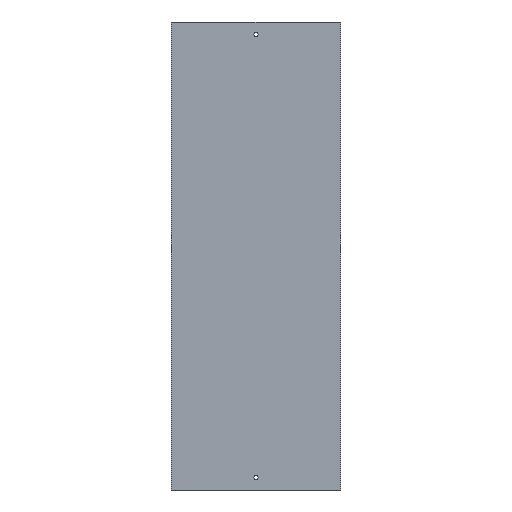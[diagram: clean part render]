
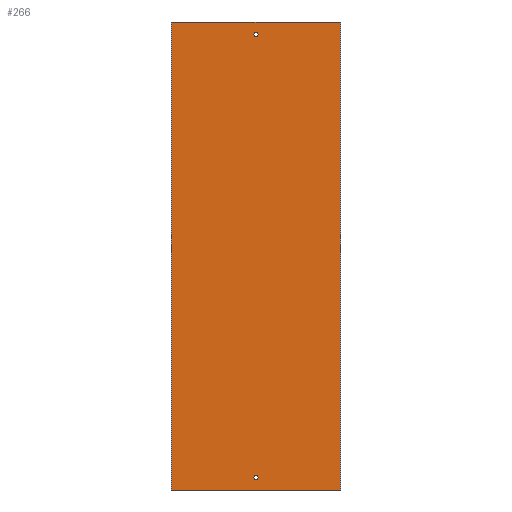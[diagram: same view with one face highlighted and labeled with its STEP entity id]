
A CAD part, front view. The second image highlights one B-rep face of the part: STEP entity #266.
In plain terms, the highlighted planar face has unit normal (0, -1, 0).
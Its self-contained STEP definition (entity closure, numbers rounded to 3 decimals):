
#24 = AXIS2_PLACEMENT_3D ( 'NONE', #385, #362, #431 ) ;
#35 = AXIS2_PLACEMENT_3D ( 'NONE', #337, #336, #335 ) ;
#36 = AXIS2_PLACEMENT_3D ( 'NONE', #340, #339, #338 ) ;
#39 = EDGE_CURVE ( 'NONE', #251, #236, #158, .T. ) ;
#41 = EDGE_CURVE ( 'NONE', #92, #92, #153, .T. ) ;
#42 = EDGE_CURVE ( 'NONE', #88, #88, #147, .T. ) ;
#43 = EDGE_CURVE ( 'NONE', #236, #239, #149, .T. ) ;
#44 = EDGE_CURVE ( 'NONE', #251, #246, #148, .T. ) ;
#64 = EDGE_CURVE ( 'NONE', #246, #239, #110, .T. ) ;
#88 = VERTEX_POINT ( 'NONE', #415 ) ;
#92 = VERTEX_POINT ( 'NONE', #412 ) ;
#94 = FACE_BOUND ( 'NONE', #166, .T. ) ;
#96 = FACE_OUTER_BOUND ( 'NONE', #171, .T. ) ;
#97 = FACE_BOUND ( 'NONE', #163, .T. ) ;
#108 = VECTOR ( 'NONE', #296, 1000. ) ;
#110 = LINE ( 'NONE', #304, #108 ) ;
#145 = VECTOR ( 'NONE', #334, 1000. ) ;
#146 = VECTOR ( 'NONE', #332, 1000. ) ;
#147 = CIRCLE ( 'NONE', #35, 2.5 ) ;
#148 = LINE ( 'NONE', #342, #146 ) ;
#149 = LINE ( 'NONE', #343, #145 ) ;
#152 = VECTOR ( 'NONE', #345, 1000. ) ;
#153 = CIRCLE ( 'NONE', #36, 2.5 ) ;
#158 = LINE ( 'NONE', #320, #152 ) ;
#163 = EDGE_LOOP ( 'NONE', ( #213 ) ) ;
#166 = EDGE_LOOP ( 'NONE', ( #211 ) ) ;
#171 = EDGE_LOOP ( 'NONE', ( #212, #204, #219, #222 ) ) ;
#204 = ORIENTED_EDGE ( 'NONE', *, *, #64, .F. ) ;
#211 = ORIENTED_EDGE ( 'NONE', *, *, #42, .F. ) ;
#212 = ORIENTED_EDGE ( 'NONE', *, *, #43, .T. ) ;
#213 = ORIENTED_EDGE ( 'NONE', *, *, #41, .F. ) ;
#219 = ORIENTED_EDGE ( 'NONE', *, *, #44, .F. ) ;
#222 = ORIENTED_EDGE ( 'NONE', *, *, #39, .T. ) ;
#236 = VERTEX_POINT ( 'NONE', #302 ) ;
#239 = VERTEX_POINT ( 'NONE', #312 ) ;
#246 = VERTEX_POINT ( 'NONE', #433 ) ;
#251 = VERTEX_POINT ( 'NONE', #424 ) ;
#266 = ADVANCED_FACE ( 'NONE', ( #97, #94, #96 ), #435, .F. ) ;
#296 = DIRECTION ( 'NONE',  ( 0., 0., -1. ) ) ;
#302 = CARTESIAN_POINT ( 'NONE',  ( -101., 0., 0. ) ) ;
#304 = CARTESIAN_POINT ( 'NONE',  ( 101., 0., 560. ) ) ;
#312 = CARTESIAN_POINT ( 'NONE',  ( 101., 0., 0. ) ) ;
#320 = CARTESIAN_POINT ( 'NONE',  ( -101., 0., 560. ) ) ;
#332 = DIRECTION ( 'NONE',  ( 1., 0., 0. ) ) ;
#334 = DIRECTION ( 'NONE',  ( 1., 0., 0. ) ) ;
#335 = DIRECTION ( 'NONE',  ( 0., 0., 1. ) ) ;
#336 = DIRECTION ( 'NONE',  ( 0., -1., 0. ) ) ;
#337 = CARTESIAN_POINT ( 'NONE',  ( 0., 0., 15. ) ) ;
#338 = DIRECTION ( 'NONE',  ( 0., 0., 1. ) ) ;
#339 = DIRECTION ( 'NONE',  ( 0., -1., 0. ) ) ;
#340 = CARTESIAN_POINT ( 'NONE',  ( 0., 0., 545. ) ) ;
#342 = CARTESIAN_POINT ( 'NONE',  ( -101., 0., 560. ) ) ;
#343 = CARTESIAN_POINT ( 'NONE',  ( -101., 0., 0. ) ) ;
#345 = DIRECTION ( 'NONE',  ( 0., 0., -1. ) ) ;
#362 = DIRECTION ( 'NONE',  ( 0., 1., 0. ) ) ;
#385 = CARTESIAN_POINT ( 'NONE',  ( -101., 0., 560. ) ) ;
#412 = CARTESIAN_POINT ( 'NONE',  ( 0., 0., 547.5 ) ) ;
#415 = CARTESIAN_POINT ( 'NONE',  ( 0., 0., 17.5 ) ) ;
#424 = CARTESIAN_POINT ( 'NONE',  ( -101., 0., 560. ) ) ;
#431 = DIRECTION ( 'NONE',  ( 0., 0., 1. ) ) ;
#433 = CARTESIAN_POINT ( 'NONE',  ( 101., 0., 560. ) ) ;
#435 = PLANE ( 'NONE',  #24 ) ;
